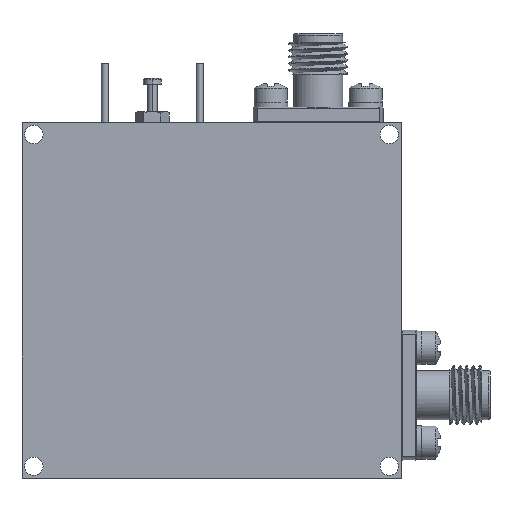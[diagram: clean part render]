
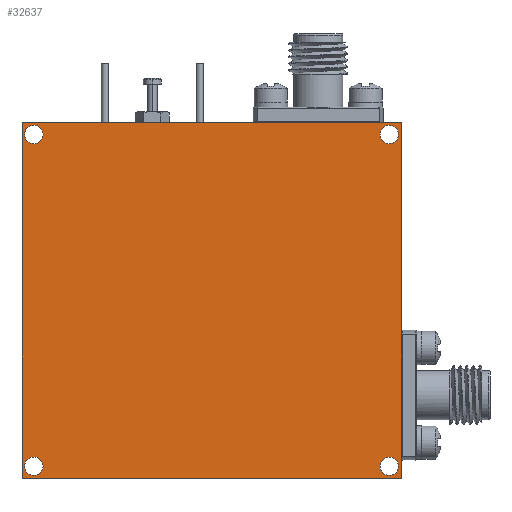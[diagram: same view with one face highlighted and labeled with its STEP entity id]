
A CAD part, front view. The second image highlights one B-rep face of the part: STEP entity #32637.
In plain terms, the highlighted planar face has unit normal (0, -1, 0).
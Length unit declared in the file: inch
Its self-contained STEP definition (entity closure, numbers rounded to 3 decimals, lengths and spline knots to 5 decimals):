
#748 = EDGE_LOOP ( 'NONE', ( #27914 ) ) ;
#752 = ORIENTED_EDGE ( 'NONE', *, *, #17575, .F. ) ;
#1784 = EDGE_CURVE ( 'NONE', #18106, #18106, #27341, .T. ) ;
#1939 = CARTESIAN_POINT ( 'NONE',  ( -0.8, -0.31, -0.75 ) ) ;
#2332 = AXIS2_PLACEMENT_3D ( 'NONE', #38853, #16954, #23670 ) ;
#2601 = CARTESIAN_POINT ( 'NONE',  ( -0.75, -0.31, -0.661 ) ) ;
#2892 = LINE ( 'NONE', #5282, #32540 ) ;
#3034 = VECTOR ( 'NONE', #9484, 39.37008 ) ;
#5282 = CARTESIAN_POINT ( 'NONE',  ( -0.8, -0.31, -0.75 ) ) ;
#6421 = DIRECTION ( 'NONE',  ( 0., 0., 1. ) ) ;
#6486 = EDGE_LOOP ( 'NONE', ( #13525 ) ) ;
#7943 = ORIENTED_EDGE ( 'NONE', *, *, #37751, .F. ) ;
#9022 = DIRECTION ( 'NONE',  ( 1., 0., 0. ) ) ;
#9086 = CIRCLE ( 'NONE', #14771, 0.039 ) ;
#9198 = DIRECTION ( 'NONE',  ( 0., 0., -1. ) ) ;
#9484 = DIRECTION ( 'NONE',  ( 0., 0., 1. ) ) ;
#11303 = VECTOR ( 'NONE', #9022, 39.37008 ) ;
#11534 = EDGE_LOOP ( 'NONE', ( #25427, #32607, #752, #7943 ) ) ;
#11560 = LINE ( 'NONE', #23630, #29211 ) ;
#12014 = CARTESIAN_POINT ( 'NONE',  ( -0.75, -0.31, -0.7 ) ) ;
#13373 = DIRECTION ( 'NONE',  ( 0., 1., 0. ) ) ;
#13525 = ORIENTED_EDGE ( 'NONE', *, *, #24532, .T. ) ;
#13967 = CARTESIAN_POINT ( 'NONE',  ( 0.75, -0.31, -0.7 ) ) ;
#14771 = AXIS2_PLACEMENT_3D ( 'NONE', #13967, #13373, #17287 ) ;
#15319 = AXIS2_PLACEMENT_3D ( 'NONE', #18562, #24096, #36296 ) ;
#15407 = EDGE_LOOP ( 'NONE', ( #27070 ) ) ;
#15408 = VERTEX_POINT ( 'NONE', #24939 ) ;
#16766 = CARTESIAN_POINT ( 'NONE',  ( 0.8, -0.31, -0.75 ) ) ;
#16954 = DIRECTION ( 'NONE',  ( 0., 1., 0. ) ) ;
#17246 = VERTEX_POINT ( 'NONE', #1939 ) ;
#17287 = DIRECTION ( 'NONE',  ( 0., 0., 1. ) ) ;
#17328 = FACE_OUTER_BOUND ( 'NONE', #11534, .T. ) ;
#17366 = DIRECTION ( 'NONE',  ( -1., 0., 0. ) ) ;
#17373 = EDGE_CURVE ( 'NONE', #28032, #28032, #29832, .T. ) ;
#17575 = EDGE_CURVE ( 'NONE', #33380, #22626, #11560, .T. ) ;
#18106 = VERTEX_POINT ( 'NONE', #33450 ) ;
#18521 = LINE ( 'NONE', #23663, #11303 ) ;
#18562 = CARTESIAN_POINT ( 'NONE',  ( 0.75, -0.31, 0.7 ) ) ;
#19881 = VERTEX_POINT ( 'NONE', #20085 ) ;
#20085 = CARTESIAN_POINT ( 'NONE',  ( 0.75, -0.31, -0.661 ) ) ;
#20130 = FACE_BOUND ( 'NONE', #748, .T. ) ;
#21871 = CARTESIAN_POINT ( 'NONE',  ( -0.75, -0.31, 0.739 ) ) ;
#22626 = VERTEX_POINT ( 'NONE', #16766 ) ;
#23483 = FACE_BOUND ( 'NONE', #15407, .T. ) ;
#23630 = CARTESIAN_POINT ( 'NONE',  ( 0.8, -0.31, -0.75 ) ) ;
#23663 = CARTESIAN_POINT ( 'NONE',  ( -0.8, -0.31, 0.75 ) ) ;
#23670 = DIRECTION ( 'NONE',  ( 0., 0., 1. ) ) ;
#23690 = ORIENTED_EDGE ( 'NONE', *, *, #31497, .T. ) ;
#24096 = DIRECTION ( 'NONE',  ( 0., 1., 0. ) ) ;
#24464 = CARTESIAN_POINT ( 'NONE',  ( -0.75, -0.31, 0.7 ) ) ;
#24532 = EDGE_CURVE ( 'NONE', #19881, #19881, #9086, .T. ) ;
#24939 = CARTESIAN_POINT ( 'NONE',  ( -0.8, -0.31, 0.75 ) ) ;
#25088 = EDGE_CURVE ( 'NONE', #22626, #17246, #2892, .T. ) ;
#25427 = ORIENTED_EDGE ( 'NONE', *, *, #34392, .F. ) ;
#26876 = DIRECTION ( 'NONE',  ( 0., 0., 1. ) ) ;
#27070 = ORIENTED_EDGE ( 'NONE', *, *, #1784, .T. ) ;
#27341 = CIRCLE ( 'NONE', #15319, 0.039 ) ;
#27914 = ORIENTED_EDGE ( 'NONE', *, *, #17373, .T. ) ;
#28032 = VERTEX_POINT ( 'NONE', #21871 ) ;
#28474 = AXIS2_PLACEMENT_3D ( 'NONE', #12014, #33277, #26876 ) ;
#29211 = VECTOR ( 'NONE', #9198, 39.37008 ) ;
#29832 = CIRCLE ( 'NONE', #31745, 0.039 ) ;
#31497 = EDGE_CURVE ( 'NONE', #36220, #36220, #38040, .T. ) ;
#31745 = AXIS2_PLACEMENT_3D ( 'NONE', #24464, #33668, #6421 ) ;
#32470 = FACE_BOUND ( 'NONE', #6486, .T. ) ;
#32540 = VECTOR ( 'NONE', #17366, 39.37008 ) ;
#32607 = ORIENTED_EDGE ( 'NONE', *, *, #25088, .F. ) ;
#32637 = ADVANCED_FACE ( 'NONE', ( #20130, #23483, #32470, #39040, #17328 ), #33058, .F. ) ;
#33058 = PLANE ( 'NONE',  #2332 ) ;
#33277 = DIRECTION ( 'NONE',  ( 0., 1., 0. ) ) ;
#33380 = VERTEX_POINT ( 'NONE', #33576 ) ;
#33450 = CARTESIAN_POINT ( 'NONE',  ( 0.75, -0.31, 0.739 ) ) ;
#33490 = LINE ( 'NONE', #33704, #3034 ) ;
#33576 = CARTESIAN_POINT ( 'NONE',  ( 0.8, -0.31, 0.75 ) ) ;
#33668 = DIRECTION ( 'NONE',  ( 0., 1., 0. ) ) ;
#33704 = CARTESIAN_POINT ( 'NONE',  ( -0.8, -0.31, -0.75 ) ) ;
#34392 = EDGE_CURVE ( 'NONE', #17246, #15408, #33490, .T. ) ;
#36220 = VERTEX_POINT ( 'NONE', #2601 ) ;
#36296 = DIRECTION ( 'NONE',  ( 0., 0., 1. ) ) ;
#37249 = EDGE_LOOP ( 'NONE', ( #23690 ) ) ;
#37751 = EDGE_CURVE ( 'NONE', #15408, #33380, #18521, .T. ) ;
#38040 = CIRCLE ( 'NONE', #28474, 0.039 ) ;
#38853 = CARTESIAN_POINT ( 'NONE',  ( 0., -0.31, 0. ) ) ;
#39040 = FACE_BOUND ( 'NONE', #37249, .T. ) ;
